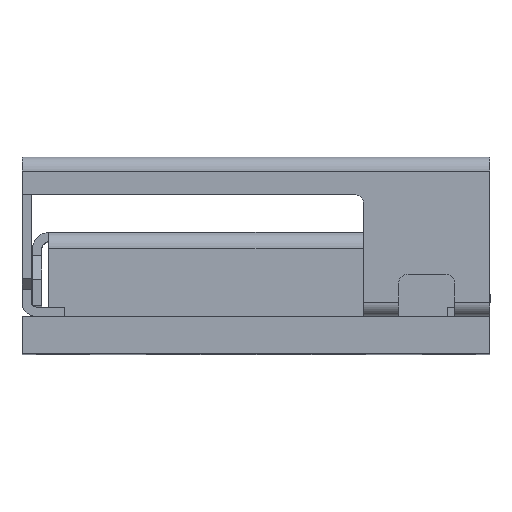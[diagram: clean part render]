
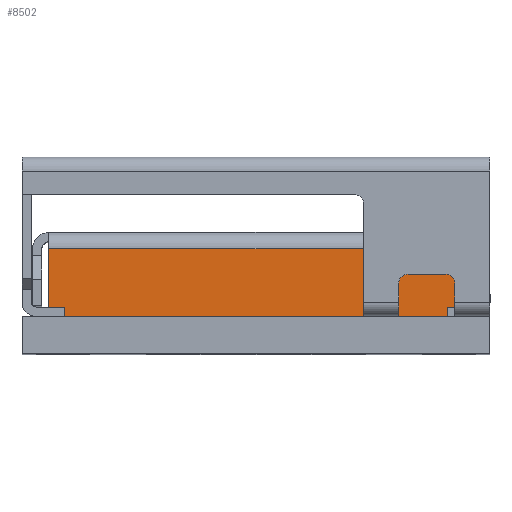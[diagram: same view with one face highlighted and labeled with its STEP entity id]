
A CAD part, top view. The second image highlights one B-rep face of the part: STEP entity #8502.
In plain terms, the highlighted planar face has unit normal (0, 0, 1).
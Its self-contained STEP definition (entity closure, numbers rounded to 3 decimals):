
#87 = EDGE_CURVE ( 'NONE', #12392, #9523, #3085, .T. ) ;
#143 = DIRECTION ( 'NONE',  ( 0., -1., 0. ) ) ;
#1396 = CARTESIAN_POINT ( 'NONE',  ( 4.425, 0.8, 3. ) ) ;
#1437 = CARTESIAN_POINT ( 'NONE',  ( 4.425, 2.25, 3. ) ) ;
#1550 = VECTOR ( 'NONE', #2779, 1000. ) ;
#2779 = DIRECTION ( 'NONE',  ( -1., 0., 0. ) ) ;
#3014 = ORIENTED_EDGE ( 'NONE', *, *, #15704, .F. ) ;
#3085 = LINE ( 'NONE', #9289, #3296 ) ;
#3296 = VECTOR ( 'NONE', #9524, 1000. ) ;
#3737 = DIRECTION ( 'NONE',  ( 0., 0., 1. ) ) ;
#3790 = PLANE ( 'NONE',  #5774 ) ;
#3968 = DIRECTION ( 'NONE',  ( -1., 0., 0. ) ) ;
#4095 = VECTOR ( 'NONE', #143, 1000. ) ;
#4187 = LINE ( 'NONE', #10492, #1550 ) ;
#5774 = AXIS2_PLACEMENT_3D ( 'NONE', #10219, #3737, #8916 ) ;
#5923 = CARTESIAN_POINT ( 'NONE',  ( 4.425, 0.8, 3. ) ) ;
#8502 = ADVANCED_FACE ( 'NONE', ( #8634 ), #3790, .T. ) ;
#8543 = LINE ( 'NONE', #1396, #4095 ) ;
#8634 = FACE_OUTER_BOUND ( 'NONE', #14773, .T. ) ;
#8916 = DIRECTION ( 'NONE',  ( 0., -1., 0. ) ) ;
#9114 = ORIENTED_EDGE ( 'NONE', *, *, #87, .F. ) ;
#9289 = CARTESIAN_POINT ( 'NONE',  ( -4.425, 2.4, 3. ) ) ;
#9523 = VERTEX_POINT ( 'NONE', #13735 ) ;
#9524 = DIRECTION ( 'NONE',  ( 0., 1., 0. ) ) ;
#9944 = LINE ( 'NONE', #15483, #13392 ) ;
#10219 = CARTESIAN_POINT ( 'NONE',  ( 0., 0., 3. ) ) ;
#10492 = CARTESIAN_POINT ( 'NONE',  ( -4.425, 0.8, 3. ) ) ;
#10970 = EDGE_CURVE ( 'NONE', #11659, #9523, #9944, .T. ) ;
#10994 = CARTESIAN_POINT ( 'NONE',  ( -4.425, 0.8, 3. ) ) ;
#11659 = VERTEX_POINT ( 'NONE', #1437 ) ;
#11901 = VERTEX_POINT ( 'NONE', #5923 ) ;
#12392 = VERTEX_POINT ( 'NONE', #10994 ) ;
#13273 = ORIENTED_EDGE ( 'NONE', *, *, #13992, .F. ) ;
#13392 = VECTOR ( 'NONE', #3968, 1000. ) ;
#13735 = CARTESIAN_POINT ( 'NONE',  ( -4.425, 2.25, 3. ) ) ;
#13992 = EDGE_CURVE ( 'NONE', #11901, #12392, #4187, .T. ) ;
#14773 = EDGE_LOOP ( 'NONE', ( #3014, #16131, #9114, #13273 ) ) ;
#15483 = CARTESIAN_POINT ( 'NONE',  ( 0., 2.25, 3. ) ) ;
#15704 = EDGE_CURVE ( 'NONE', #11659, #11901, #8543, .T. ) ;
#16131 = ORIENTED_EDGE ( 'NONE', *, *, #10970, .T. ) ;
